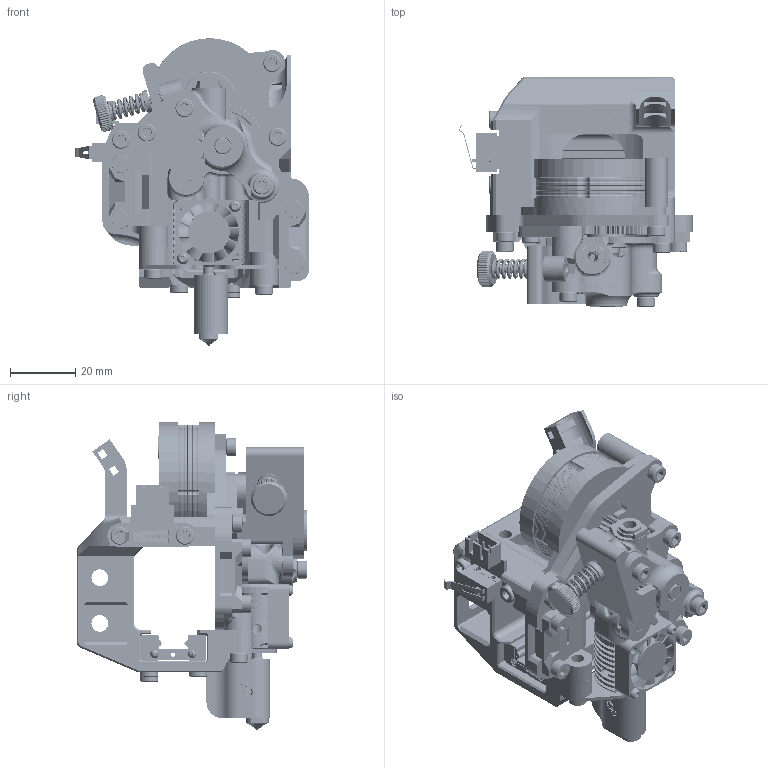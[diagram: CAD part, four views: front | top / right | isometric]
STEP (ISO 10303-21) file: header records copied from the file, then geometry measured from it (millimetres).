
FILE_DESCRIPTION(/* description */ (''),/* implementation_level */ '2;1');
FILE_NAME(/* name */ 'toolheadv2.step',/* time_stamp */ '2022-03-21T02:40:27+01:00',/* author */ (''),/* organization */ (''),/* preprocessor_version */ 'ST-DEVELOPER v18.1',/* originating_system */ 'Autodesk Translation Framework v10.13.0.1454',/* authorisation */ '');
FILE_SCHEMA (('AUTOMOTIVE_DESIGN { 1 0 10303 214 3 1 1 }'));
Products named in the file (72): BRS HextrudORT v2; HextrudORT_ NOVA_ASSY v1(Symétrie miroir); Bondtech_Shaft_assembly v1(Symétrie miroir); NylonGear(Symétrie miroir); Shaft(Symétrie miroir); Bondetech mini gears v1(Symétrie miroir); DriveGear(Symétrie miroir); IdlerGear_Assy(Symétrie miroir); NeedleBearing(Symétrie miroir); IdlerShaft(Symétrie miroir); IdlerGear(Symétrie miroir); HextrudORT_TensionArm_Pin v1(Symétrie miroir); Thumbscrew_assembly v1(Symétrie miroir); Thumbscrew(Symétrie miroir); Washer(Symétrie miroir); Spring(Symétrie miroir); HextrudORT_TENSION_ARM v1(Symétrie miroir); HextrudORT_COVER v1(Symétrie miroir); HextrudORT_BODY_NOVA v1(Symétrie miroir); HextrudORT_NOVA_PTFE_Guide v1(Symétrie miroir); M2.5X6_CapScrew_92290A056 v1(Symétrie miroir); M3X20_CapScrew_92290A122 v1(Symétrie miroir); M3X25_CapScrew_92290A124 v1(Symétrie miroir); M3_Nut_94150A325 v1(Symétrie miroir); SetScrew_M3X2_92605A097(Symétrie miroir); PTFE Tube Retainer v1(Symétrie miroir); Collet(Symétrie miroir); Collet Clip(Symétrie miroir); NovaBrace_HD12(Symétrie miroir); 93395A172_316 STAINLESS STEEL HEX DRIVE FLAT HEAD SCREW(Symétrie 
miroir); nova-v11 v4; HB; HS; NZ; THR; Fan 202006; HextrudORT_STDHT_MGN9_Carriage_Body v56; y_max_endstop_angled_endstop for Z-Omron v4; Bearing_MR95_7804K105 v1(Symétrie miroir); NEMA_LDO_36STH17-1004AHG v6 ...
Assembly tree (90 placements, depth 5):
  BRS HextrudORT v2
    HextrudORT_ NOVA_ASSY v1(Symétrie miroir)
      Bondtech_Shaft_assembly v1(Symétrie miroir)
        NylonGear(Symétrie miroir)
        Shaft(Symétrie miroir)
      Bondetech mini gears v1(Symétrie miroir)
        DriveGear(Symétrie miroir)
        IdlerGear_Assy(Symétrie miroir)
          NeedleBearing(Symétrie miroir)  x2
          IdlerShaft(Symétrie miroir)
          IdlerGear(Symétrie miroir)
      HextrudORT_TensionArm_Pin v1(Symétrie miroir)
      Thumbscrew_assembly v1(Symétrie miroir)
        Thumbscrew(Symétrie miroir)
        Washer(Symétrie miroir)
        Spring(Symétrie miroir)
      HextrudORT_TENSION_ARM v1(Symétrie miroir)
      HextrudORT_COVER v1(Symétrie miroir)
      HextrudORT_BODY_NOVA v1(Symétrie miroir)
      HextrudORT_NOVA_PTFE_Guide v1(Symétrie miroir)
      M2.5X6_CapScrew_92290A056 v1(Symétrie miroir)  x2
      M3X8_CapScrew_92290A113 v1(Symétrie miroir)
      M3X20_CapScrew_92290A122 v1(Symétrie miroir)
      M3X25_CapScrew_92290A124 v1(Symétrie miroir)
      M3_Nut_94150A325 v1(Symétrie miroir)  x2
      Bearing_MR95_7804K105 v1(Symétrie miroir)
      SetScrew_M3X2_92605A097(Symétrie miroir)
      PTFE Tube Retainer v1(Symétrie miroir)
        Collet(Symétrie miroir)
        Collet Clip(Symétrie miroir)
      NovaBrace_HD12(Symétrie miroir)
      93395A172_316 STAINLESS STEEL HEX DRIVE FLAT HEAD SCREW(Symétrie 
miroir)  x2
    nova-v11 v4
      HB
      HS
      NZ
      THR
      Fan 202006
    HextrudORT_STDHT_MGN9_Carriage_Body v56
      y_max_endstop_angled_endstop for Z-Omron v4
    Bearing_MR95_7804K105 v1(Symétrie miroir)
    NEMA_LDO_36STH17-1004AHG v6
      T10 SpurGear
      LDO Stepper (1)
        Component3
        Component4
        Component5
        Component6
        Component7
        Component8
        Component9
        Component10
        Component11
        Component12
        Component13
        Component14
        Component15
        Component16
        Component17
        Component18
Bounding box: 71.45 x 70.53 x 94 mm (x, y, z)
Volume: 99658.7 mm3; surface area: 104339.2 mm2
Topology: 137 solids, 137 shells, 5872 faces, 15917 edges, 10401 vertices
Faces by surface type: cylinder 2440, plane 1832, bspline 772, cone 394, torus 393, sphere 41
Full cylindrical faces by diameter (mm): 0.51 x1, 1.2 x4, 1.288 x5, 1.48 x6, 1.5 x2, 1.915 x30, 2 x7, 2.013 x8, 2.35 x253, 2.356 x37, 2.4 x1, 2.459 x4, 2.5 x43, 2.529 x8, 2.603 x4, 2.7 x2, 2.927 x38, 3 x273, 3.086 x10, 3.1 x2, 3.2 x28, 3.3 x4, 3.5 x2, 3.86 x1, 4 x19, 4.1 x1, 4.2 x1, 4.5 x2, 4.8 x1, 4.917 x4
Entity records: 275337 total; most frequent: CARTESIAN_POINT 153592, ORIENTED_EDGE 26762, DIRECTION 22919, EDGE_CURVE 13381, VERTEX_POINT 8797, AXIS2_PLACEMENT_3D 8591, LINE 5737, VECTOR 5737
